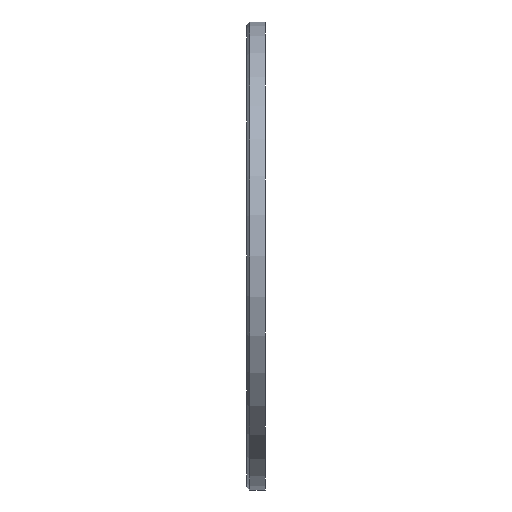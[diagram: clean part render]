
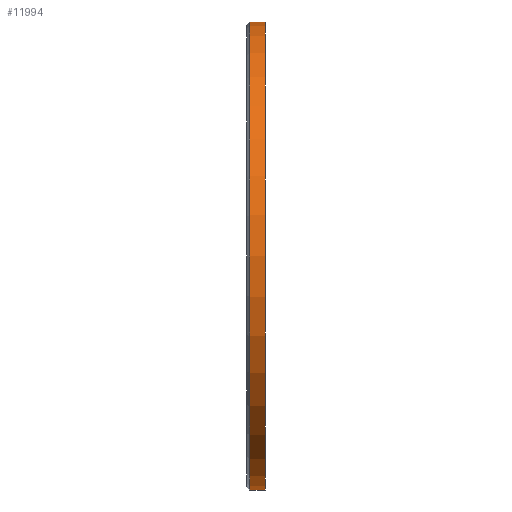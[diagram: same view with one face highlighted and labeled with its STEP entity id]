
A CAD part, left-side view. The second image highlights one B-rep face of the part: STEP entity #11994.
In plain terms, the highlighted cylindrical face has radius 75 mm (diameter 150 mm), a partial arc.
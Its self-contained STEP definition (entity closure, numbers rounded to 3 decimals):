
#201 = CARTESIAN_POINT ( 'NONE',  ( 0., -3., 0. ) ) ;
#327 = DIRECTION ( 'NONE',  ( 0., -1., 0. ) ) ;
#724 = CARTESIAN_POINT ( 'NONE',  ( 0., -3., -75. ) ) ;
#2016 = VERTEX_POINT ( 'NONE', #3464 ) ;
#2090 = LINE ( 'NONE', #3948, #9688 ) ;
#2526 = AXIS2_PLACEMENT_3D ( 'NONE', #13177, #7810, #8768 ) ;
#3274 = AXIS2_PLACEMENT_3D ( 'NONE', #12471, #327, #8051 ) ;
#3464 = CARTESIAN_POINT ( 'NONE',  ( 0., 2., 75. ) ) ;
#3615 = AXIS2_PLACEMENT_3D ( 'NONE', #201, #11376, #12440 ) ;
#3948 = CARTESIAN_POINT ( 'NONE',  ( 0., 3., -75. ) ) ;
#4633 = VERTEX_POINT ( 'NONE', #724 ) ;
#4654 = EDGE_CURVE ( 'NONE', #5830, #4633, #2090, .T. ) ;
#5593 = ORIENTED_EDGE ( 'NONE', *, *, #8628, .F. ) ;
#5830 = VERTEX_POINT ( 'NONE', #11074 ) ;
#6657 = ORIENTED_EDGE ( 'NONE', *, *, #10593, .T. ) ;
#7229 = VERTEX_POINT ( 'NONE', #13252 ) ;
#7810 = DIRECTION ( 'NONE',  ( 0., -1., 0. ) ) ;
#8051 = DIRECTION ( 'NONE',  ( 0., 0., -1. ) ) ;
#8628 = EDGE_CURVE ( 'NONE', #2016, #7229, #10065, .T. ) ;
#8768 = DIRECTION ( 'NONE',  ( 0., 0., 1. ) ) ;
#8884 = CARTESIAN_POINT ( 'NONE',  ( 0., 3., 75. ) ) ;
#9013 = VECTOR ( 'NONE', #13344, 1000. ) ;
#9688 = VECTOR ( 'NONE', #12672, 1000. ) ;
#10065 = LINE ( 'NONE', #8884, #9013 ) ;
#10593 = EDGE_CURVE ( 'NONE', #4633, #7229, #13803, .T. ) ;
#11074 = CARTESIAN_POINT ( 'NONE',  ( 0., 2., -75. ) ) ;
#11196 = EDGE_LOOP ( 'NONE', ( #5593, #12423, #13100, #6657 ) ) ;
#11303 = EDGE_CURVE ( 'NONE', #2016, #5830, #13132, .T. ) ;
#11376 = DIRECTION ( 'NONE',  ( 0., 1., 0. ) ) ;
#11994 = ADVANCED_FACE ( 'NONE', ( #12599 ), #13948, .T. ) ;
#12423 = ORIENTED_EDGE ( 'NONE', *, *, #11303, .T. ) ;
#12440 = DIRECTION ( 'NONE',  ( 0., 0., 1. ) ) ;
#12471 = CARTESIAN_POINT ( 'NONE',  ( 0., 3., 0. ) ) ;
#12599 = FACE_OUTER_BOUND ( 'NONE', #11196, .T. ) ;
#12672 = DIRECTION ( 'NONE',  ( 0., -1., 0. ) ) ;
#13100 = ORIENTED_EDGE ( 'NONE', *, *, #4654, .T. ) ;
#13132 = CIRCLE ( 'NONE', #2526, 75. ) ;
#13177 = CARTESIAN_POINT ( 'NONE',  ( 0., 2., 0. ) ) ;
#13252 = CARTESIAN_POINT ( 'NONE',  ( 0., -3., 75. ) ) ;
#13344 = DIRECTION ( 'NONE',  ( 0., -1., 0. ) ) ;
#13803 = CIRCLE ( 'NONE', #3615, 75. ) ;
#13948 = CYLINDRICAL_SURFACE ( 'NONE', #3274, 75. ) ;
